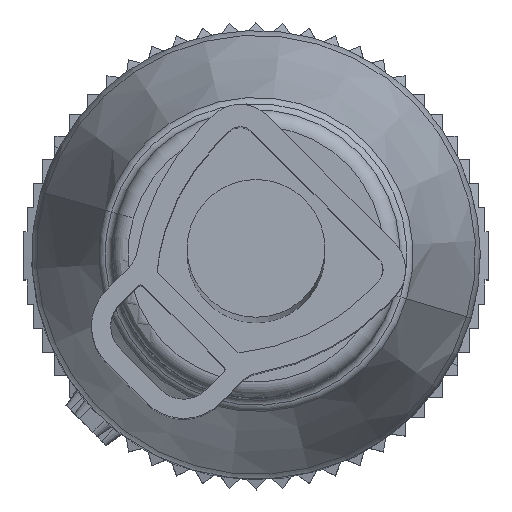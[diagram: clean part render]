
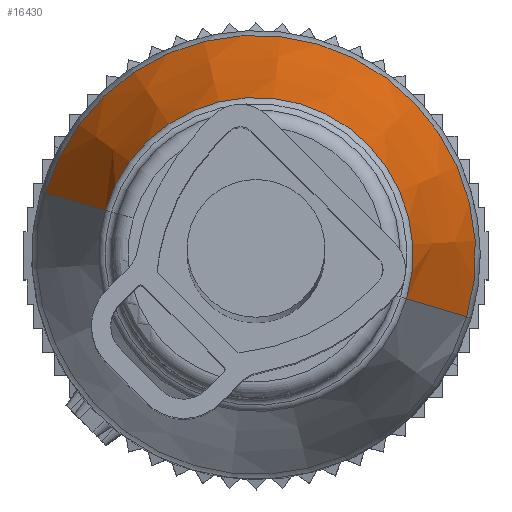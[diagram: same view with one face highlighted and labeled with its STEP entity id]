
A CAD part, top view. The second image highlights one B-rep face of the part: STEP entity #16430.
In plain terms, the highlighted conical face has half-angle 18 degrees and reference radius 4.9 mm.
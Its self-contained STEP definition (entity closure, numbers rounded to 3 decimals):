
#16342=AXIS2_PLACEMENT_3D('Circle Axis2P3D',#16340,#16341,$) ;
#16417=AXIS2_PLACEMENT_3D('Cone Axis2P3D',#16414,#16415,#16416) ;
#16421=AXIS2_PLACEMENT_3D('Circle Axis2P3D',#16419,#16420,$) ;
#16244=CARTESIAN_POINT('Vertex',(0.685,9.229,30.911)) ;
#16246=CARTESIAN_POINT('Vertex',(13.837,5.371,30.911)) ;
#16340=CARTESIAN_POINT('Axis2P3D Location',(7.261,7.3,30.911)) ;
#16362=CARTESIAN_POINT('Vertex',(2.56,8.68,36.922)) ;
#16364=CARTESIAN_POINT('Vertex',(11.963,5.92,36.922)) ;
#16367=CARTESIAN_POINT('Line Origine',(-148253.661,43508.24,-475483.796)) ;
#16372=CARTESIAN_POINT('Line Origine',(148268.184,-43493.64,-475483.796)) ;
#16414=CARTESIAN_POINT('Axis2P3D Location',(7.261,7.3,36.922)) ;
#16419=CARTESIAN_POINT('Axis2P3D Location',(7.261,7.3,36.922)) ;
#16341=DIRECTION('Axis2P3D Direction',(0.,0.,1.)) ;
#16368=DIRECTION('Vector Direction',(-0.297,0.087,-0.951)) ;
#16373=DIRECTION('Vector Direction',(0.297,-0.087,-0.951)) ;
#16415=DIRECTION('Axis2P3D Direction',(0.,0.,-1.)) ;
#16416=DIRECTION('Axis2P3D XDirection',(-0.96,0.282,0.)) ;
#16420=DIRECTION('Axis2P3D Direction',(0.,0.,-1.)) ;
#16369=VECTOR('Line Direction',#16368,1.) ;
#16374=VECTOR('Line Direction',#16373,1.) ;
#16425=ORIENTED_EDGE('',*,*,#16423,.F.) ;
#16426=ORIENTED_EDGE('',*,*,#16376,.T.) ;
#16427=ORIENTED_EDGE('',*,*,#16344,.T.) ;
#16428=ORIENTED_EDGE('',*,*,#16371,.F.) ;
#16430=ADVANCED_FACE('48360_SAIL-M12G-3-XXX.1\\33026_SAIL_GF_M12.1\\K\X2\00F6\X0\rper.2',(#16429),#16418,.T.) ;
#16343=CIRCLE('generated circle',#16342,6.853) ;
#16422=CIRCLE('generated circle',#16421,4.9) ;
#16418=CONICAL_SURFACE('Cone',#16417,4.9,0.314) ;
#16344=EDGE_CURVE('',#16247,#16245,#16343,.T.) ;
#16371=EDGE_CURVE('',#16363,#16245,#16370,.T.) ;
#16376=EDGE_CURVE('',#16365,#16247,#16375,.T.) ;
#16423=EDGE_CURVE('',#16365,#16363,#16422,.F.) ;
#16424=EDGE_LOOP('',(#16425,#16426,#16427,#16428)) ;
#16429=FACE_OUTER_BOUND('',#16424,.T.) ;
#16370=LINE('Line',#16367,#16369) ;
#16375=LINE('Line',#16372,#16374) ;
#16245=VERTEX_POINT('',#16244) ;
#16247=VERTEX_POINT('',#16246) ;
#16363=VERTEX_POINT('',#16362) ;
#16365=VERTEX_POINT('',#16364) ;
